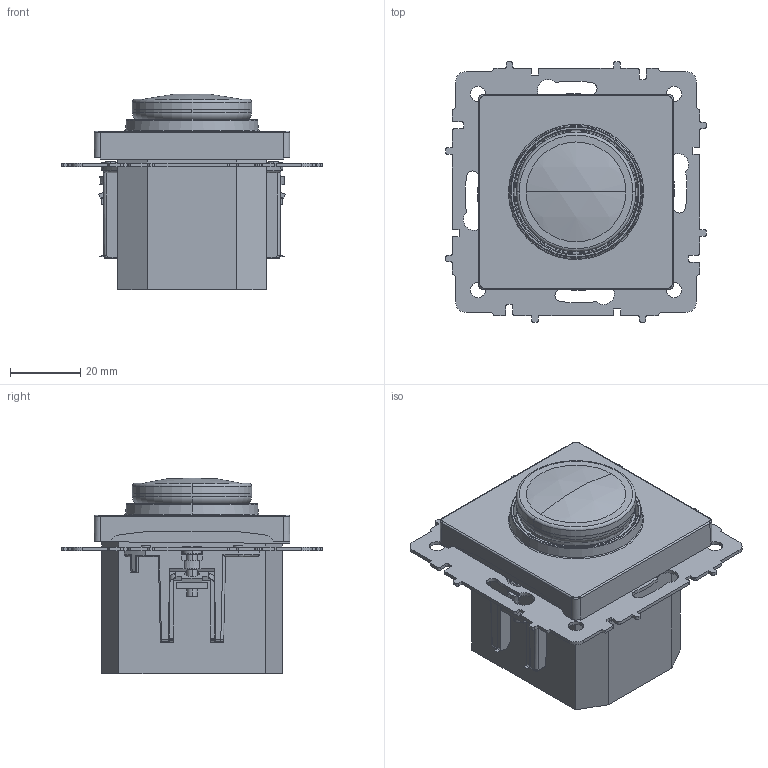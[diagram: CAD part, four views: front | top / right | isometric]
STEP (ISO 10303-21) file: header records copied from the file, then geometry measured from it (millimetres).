
FILE_DESCRIPTION (( 'STEP AP214' ), '1' );
FILE_NAME ('BRITE Ñâåòîðåã. ïîâ-íàæ..STEP', '2025-06-03T13:56:00', ( '' ), ( '' ), 'SwSTEP 2.0', 'SolidWorks 2022', '' );
FILE_SCHEMA (( 'AUTOMOTIVE_DESIGN' ));
Length unit declared in the file: millimetre
Products named in the file (1): BRITE Светорег. пов-наж.
Bounding box: 74.4 x 74.4 x 55.91 mm (x, y, z)
Volume: 116468.6 mm3; surface area: 24858.5 mm2
Topology: 1 solids, 2 shells, 597 faces, 1693 edges, 1109 vertices
Faces by surface type: plane 319, cylinder 199, bspline 29, cone 23, torus 22, sphere 5
Entity records: 21216 total; most frequent: CARTESIAN_POINT 5761, ORIENTED_EDGE 3386, DIRECTION 3064, EDGE_CURVE 1693, VERTEX_POINT 1109, LINE 1086, VECTOR 1086, AXIS2_PLACEMENT_3D 989
